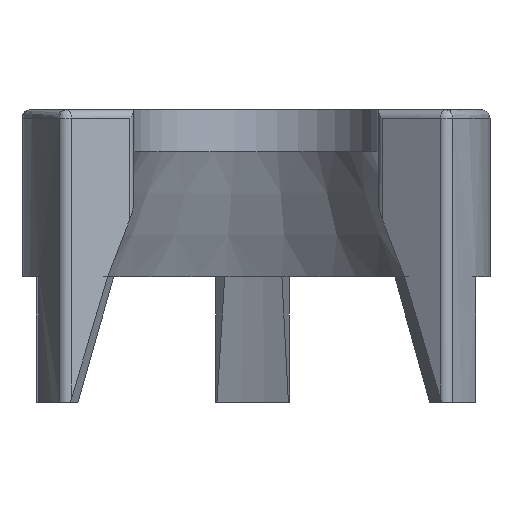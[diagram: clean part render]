
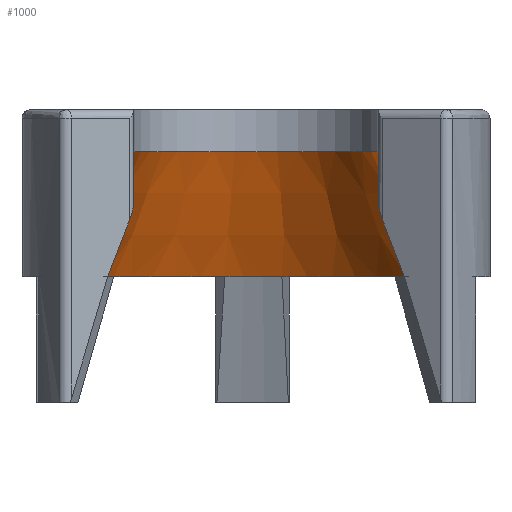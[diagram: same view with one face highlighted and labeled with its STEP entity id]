
A CAD part, front view. The second image highlights one B-rep face of the part: STEP entity #1000.
In plain terms, the highlighted conical face has half-angle 25 degrees and reference radius 4.4 mm.
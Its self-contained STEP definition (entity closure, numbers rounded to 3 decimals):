
#133 = EDGE_CURVE ( 'NONE', #1297, #1396, #1050, .T. ) ;
#135 = DIRECTION ( 'NONE',  ( 1., 0., 0. ) ) ;
#157 = ORIENTED_EDGE ( 'NONE', *, *, #133, .F. ) ;
#159 = EDGE_CURVE ( 'NONE', #479, #1447, #595, .T. ) ;
#164 = DIRECTION ( 'NONE',  ( 0., 0., -1. ) ) ;
#171 = EDGE_CURVE ( 'NONE', #1831, #1700, #1004, .T. ) ;
#184 = VERTEX_POINT ( 'NONE', #1554 ) ;
#186 = ORIENTED_EDGE ( 'NONE', *, *, #171, .T. ) ;
#215 = EDGE_CURVE ( 'NONE', #1447, #1483, #908, .T. ) ;
#273 = VERTEX_POINT ( 'NONE', #599 ) ;
#276 = CARTESIAN_POINT ( 'NONE',  ( 0., 0., -6. ) ) ;
#286 = CARTESIAN_POINT ( 'NONE',  ( 4.4, 0., -1.5 ) ) ;
#350 = CARTESIAN_POINT ( 'NONE',  ( 0., 0., -6. ) ) ;
#352 = DIRECTION ( 'NONE',  ( -1., 0., 0. ) ) ;
#362 = CARTESIAN_POINT ( 'NONE',  ( 0., 0., -6. ) ) ;
#367 = CARTESIAN_POINT ( 'NONE',  ( 4.982, 4.172, -6. ) ) ;
#384 = DIRECTION ( 'NONE',  ( 0., 0., -1. ) ) ;
#410 = CARTESIAN_POINT ( 'NONE',  ( 6.498, 0., -6. ) ) ;
#423 = DIRECTION ( 'NONE',  ( -1., 0., 0. ) ) ;
#444 = CARTESIAN_POINT ( 'NONE',  ( 0., 0., -6. ) ) ;
#463 = EDGE_CURVE ( 'NONE', #1700, #273, #1131, .T. ) ;
#479 = VERTEX_POINT ( 'NONE', #367 ) ;
#482 = DIRECTION ( 'NONE',  ( 0., 0., -1. ) ) ;
#486 = CARTESIAN_POINT ( 'NONE',  ( 0., 0., -6. ) ) ;
#492 = ORIENTED_EDGE ( 'NONE', *, *, #463, .T. ) ;
#504 = DIRECTION ( 'NONE',  ( -1., 0., 0. ) ) ;
#505 = DIRECTION ( 'NONE',  ( 0., 0., -1. ) ) ;
#508 = EDGE_CURVE ( 'NONE', #273, #1243, #666, .T. ) ;
#528 = EDGE_CURVE ( 'NONE', #1483, #1396, #1023, .T. ) ;
#529 = CONICAL_SURFACE ( 'NONE', #573, 4.4, 0.436 ) ;
#573 = AXIS2_PLACEMENT_3D ( 'NONE', #691, #384, #352 ) ;
#595 = CIRCLE ( 'NONE', #597, 6.498 ) ;
#597 = AXIS2_PLACEMENT_3D ( 'NONE', #1225, #482, #1272 ) ;
#599 = CARTESIAN_POINT ( 'NONE',  ( -1.122, 6.401, -6. ) ) ;
#600 = CIRCLE ( 'NONE', #1418, 6.498 ) ;
#640 = DIRECTION ( 'NONE',  ( -1., 0., 0. ) ) ;
#666 = CIRCLE ( 'NONE', #880, 6.498 ) ;
#691 = CARTESIAN_POINT ( 'NONE',  ( 0., 0., -1.5 ) ) ;
#708 = ORIENTED_EDGE ( 'NONE', *, *, #508, .T. ) ;
#720 = ORIENTED_EDGE ( 'NONE', *, *, #1034, .T. ) ;
#767 = CARTESIAN_POINT ( 'NONE',  ( -5.106, 4.02, -6. ) ) ;
#768 = CIRCLE ( 'NONE', #947, 6.498 ) ;
#776 = DIRECTION ( 'NONE',  ( 0., 0., -1. ) ) ;
#809 = CARTESIAN_POINT ( 'NONE',  ( -4.4, 0., -1.5 ) ) ;
#812 = DIRECTION ( 'NONE',  ( 0., 0., -1. ) ) ;
#838 = DIRECTION ( 'NONE',  ( -0.423, 0., -0.906 ) ) ;
#852 = DIRECTION ( 'NONE',  ( 0., 0., -1. ) ) ;
#857 = AXIS2_PLACEMENT_3D ( 'NONE', #1246, #812, #504 ) ;
#880 = AXIS2_PLACEMENT_3D ( 'NONE', #444, #164, #1746 ) ;
#883 = VECTOR ( 'NONE', #838, 1000. ) ;
#908 = CIRCLE ( 'NONE', #857, 6.498 ) ;
#918 = DIRECTION ( 'NONE',  ( -1., 0., 0. ) ) ;
#926 = DIRECTION ( 'NONE',  ( 0., 0., -1. ) ) ;
#947 = AXIS2_PLACEMENT_3D ( 'NONE', #486, #776, #1677 ) ;
#986 = ORIENTED_EDGE ( 'NONE', *, *, #528, .T. ) ;
#992 = CARTESIAN_POINT ( 'NONE',  ( 6.034, 2.412, -6. ) ) ;
#1000 = ADVANCED_FACE ( 'NONE', ( #1407 ), #529, .F. ) ;
#1004 = CIRCLE ( 'NONE', #1086, 6.498 ) ;
#1005 = CARTESIAN_POINT ( 'NONE',  ( 0.928, 6.432, -6. ) ) ;
#1023 = LINE ( 'NONE', #1454, #1072 ) ;
#1034 = EDGE_CURVE ( 'NONE', #1297, #184, #1284, .T. ) ;
#1050 = CIRCLE ( 'NONE', #1828, 4.4 ) ;
#1072 = VECTOR ( 'NONE', #1333, 1000. ) ;
#1086 = AXIS2_PLACEMENT_3D ( 'NONE', #276, #852, #423 ) ;
#1130 = AXIS2_PLACEMENT_3D ( 'NONE', #362, #505, #640 ) ;
#1131 = CIRCLE ( 'NONE', #1130, 6.498 ) ;
#1164 = CARTESIAN_POINT ( 'NONE',  ( 0., 0., -1.5 ) ) ;
#1206 = DIRECTION ( 'NONE',  ( 0., 0., -1. ) ) ;
#1221 = CARTESIAN_POINT ( 'NONE',  ( -6.104, 2.229, -6. ) ) ;
#1225 = CARTESIAN_POINT ( 'NONE',  ( 0., 0., -6. ) ) ;
#1243 = VERTEX_POINT ( 'NONE', #1005 ) ;
#1246 = CARTESIAN_POINT ( 'NONE',  ( 0., 0., -6. ) ) ;
#1262 = EDGE_CURVE ( 'NONE', #1243, #479, #768, .T. ) ;
#1272 = DIRECTION ( 'NONE',  ( -1., 0., 0. ) ) ;
#1284 = LINE ( 'NONE', #1817, #883 ) ;
#1297 = VERTEX_POINT ( 'NONE', #809 ) ;
#1333 = DIRECTION ( 'NONE',  ( -0.423, 0., 0.906 ) ) ;
#1396 = VERTEX_POINT ( 'NONE', #286 ) ;
#1407 = FACE_OUTER_BOUND ( 'NONE', #1671, .T. ) ;
#1412 = ORIENTED_EDGE ( 'NONE', *, *, #159, .T. ) ;
#1418 = AXIS2_PLACEMENT_3D ( 'NONE', #350, #926, #918 ) ;
#1447 = VERTEX_POINT ( 'NONE', #992 ) ;
#1454 = CARTESIAN_POINT ( 'NONE',  ( 5.449, 0., -3.75 ) ) ;
#1483 = VERTEX_POINT ( 'NONE', #410 ) ;
#1554 = CARTESIAN_POINT ( 'NONE',  ( -6.498, 0., -6. ) ) ;
#1559 = ORIENTED_EDGE ( 'NONE', *, *, #1699, .T. ) ;
#1671 = EDGE_LOOP ( 'NONE', ( #1412, #1676, #986, #157, #720, #1559, #186, #492, #708, #1837 ) ) ;
#1676 = ORIENTED_EDGE ( 'NONE', *, *, #215, .T. ) ;
#1677 = DIRECTION ( 'NONE',  ( -1., 0., 0. ) ) ;
#1699 = EDGE_CURVE ( 'NONE', #184, #1831, #600, .T. ) ;
#1700 = VERTEX_POINT ( 'NONE', #767 ) ;
#1746 = DIRECTION ( 'NONE',  ( -1., 0., 0. ) ) ;
#1817 = CARTESIAN_POINT ( 'NONE',  ( -5.449, 0., -3.75 ) ) ;
#1828 = AXIS2_PLACEMENT_3D ( 'NONE', #1164, #1206, #135 ) ;
#1831 = VERTEX_POINT ( 'NONE', #1221 ) ;
#1837 = ORIENTED_EDGE ( 'NONE', *, *, #1262, .T. ) ;
